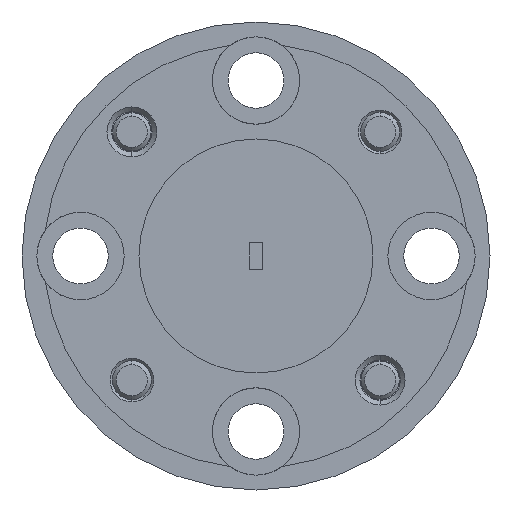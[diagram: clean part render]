
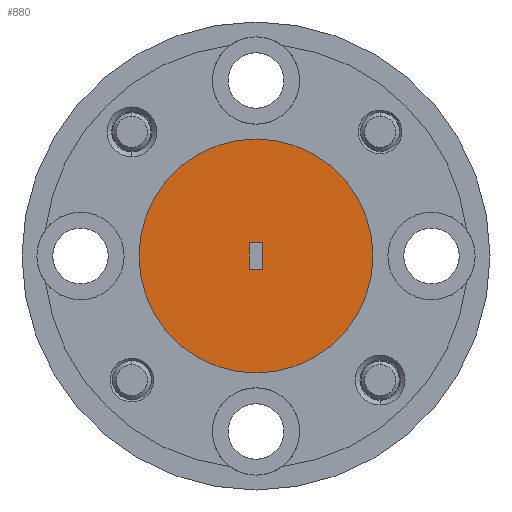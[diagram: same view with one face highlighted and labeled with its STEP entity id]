
A CAD part, left-side view. The second image highlights one B-rep face of the part: STEP entity #880.
In plain terms, the highlighted planar face has unit normal (-1, 0, 0).
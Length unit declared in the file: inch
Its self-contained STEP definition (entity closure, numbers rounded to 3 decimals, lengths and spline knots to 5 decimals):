
#7 = ORIENTED_EDGE ( 'NONE', *, *, #7076, .T. ) ;
#151 = ORIENTED_EDGE ( 'NONE', *, *, #6374, .T. ) ;
#256 = EDGE_LOOP ( 'NONE', ( #1726, #151 ) ) ;
#497 = VECTOR ( 'NONE', #5903, 39.37008 ) ;
#703 = AXIS2_PLACEMENT_3D ( 'NONE', #4909, #2071, #4355 ) ;
#880 = ADVANCED_FACE ( 'NONE', ( #2184, #7189 ), #6532, .T. ) ;
#1147 = EDGE_CURVE ( 'NONE', #6961, #3053, #1356, .T. ) ;
#1356 = LINE ( 'NONE', #6444, #497 ) ;
#1598 = AXIS2_PLACEMENT_3D ( 'NONE', #4048, #3495, #2362 ) ;
#1718 = CARTESIAN_POINT ( 'NONE',  ( 0., -0.01075, -0.0215 ) ) ;
#1726 = ORIENTED_EDGE ( 'NONE', *, *, #2808, .T. ) ;
#2071 = DIRECTION ( 'NONE',  ( -1., 0., 0. ) ) ;
#2184 = FACE_BOUND ( 'NONE', #6588, .T. ) ;
#2362 = DIRECTION ( 'NONE',  ( 0., -1., 0. ) ) ;
#2367 = CARTESIAN_POINT ( 'NONE',  ( 0., 0., 0. ) ) ;
#2379 = VERTEX_POINT ( 'NONE', #4263 ) ;
#2748 = VECTOR ( 'NONE', #7007, 39.37008 ) ;
#2808 = EDGE_CURVE ( 'NONE', #4564, #7068, #4233, .T. ) ;
#2929 = CIRCLE ( 'NONE', #1598, 0.1875 ) ;
#3053 = VERTEX_POINT ( 'NONE', #7310 ) ;
#3094 = ORIENTED_EDGE ( 'NONE', *, *, #6459, .T. ) ;
#3285 = AXIS2_PLACEMENT_3D ( 'NONE', #2367, #6584, #7142 ) ;
#3376 = CARTESIAN_POINT ( 'NONE',  ( 0., -0.1875, 0. ) ) ;
#3392 = VERTEX_POINT ( 'NONE', #6669 ) ;
#3495 = DIRECTION ( 'NONE',  ( -1., 0., 0. ) ) ;
#3507 = EDGE_CURVE ( 'NONE', #3392, #6961, #7295, .T. ) ;
#3720 = CARTESIAN_POINT ( 'NONE',  ( 0., -0.01075, -0.0215 ) ) ;
#3891 = DIRECTION ( 'NONE',  ( 0., 0., -1. ) ) ;
#4048 = CARTESIAN_POINT ( 'NONE',  ( 0., 0., 0. ) ) ;
#4133 = ORIENTED_EDGE ( 'NONE', *, *, #1147, .T. ) ;
#4205 = CARTESIAN_POINT ( 'NONE',  ( 0., 0.1875, 0. ) ) ;
#4233 = CIRCLE ( 'NONE', #3285, 0.1875 ) ;
#4263 = CARTESIAN_POINT ( 'NONE',  ( 0., -0.01075, -0.0215 ) ) ;
#4355 = DIRECTION ( 'NONE',  ( 0., -1., 0. ) ) ;
#4412 = VECTOR ( 'NONE', #4502, 39.37008 ) ;
#4502 = DIRECTION ( 'NONE',  ( 0., 0., 1. ) ) ;
#4564 = VERTEX_POINT ( 'NONE', #3376 ) ;
#4909 = CARTESIAN_POINT ( 'NONE',  ( 0., 0., 0. ) ) ;
#4938 = CARTESIAN_POINT ( 'NONE',  ( 0., 0.01075, 0.0215 ) ) ;
#5026 = VECTOR ( 'NONE', #3891, 39.37008 ) ;
#5101 = LINE ( 'NONE', #1718, #5026 ) ;
#5301 = LINE ( 'NONE', #3720, #2748 ) ;
#5357 = ORIENTED_EDGE ( 'NONE', *, *, #3507, .T. ) ;
#5903 = DIRECTION ( 'NONE',  ( 0., -1., 0. ) ) ;
#6219 = CARTESIAN_POINT ( 'NONE',  ( 0., 0.01075, -0.0215 ) ) ;
#6374 = EDGE_CURVE ( 'NONE', #7068, #4564, #2929, .T. ) ;
#6444 = CARTESIAN_POINT ( 'NONE',  ( 0., -0.01075, 0.0215 ) ) ;
#6459 = EDGE_CURVE ( 'NONE', #3053, #2379, #5101, .T. ) ;
#6532 = PLANE ( 'NONE',  #703 ) ;
#6584 = DIRECTION ( 'NONE',  ( -1., 0., 0. ) ) ;
#6588 = EDGE_LOOP ( 'NONE', ( #4133, #3094, #7, #5357 ) ) ;
#6669 = CARTESIAN_POINT ( 'NONE',  ( 0., 0.01075, -0.0215 ) ) ;
#6961 = VERTEX_POINT ( 'NONE', #4938 ) ;
#7007 = DIRECTION ( 'NONE',  ( 0., 1., 0. ) ) ;
#7068 = VERTEX_POINT ( 'NONE', #4205 ) ;
#7076 = EDGE_CURVE ( 'NONE', #2379, #3392, #5301, .T. ) ;
#7142 = DIRECTION ( 'NONE',  ( 0., -1., 0. ) ) ;
#7189 = FACE_OUTER_BOUND ( 'NONE', #256, .T. ) ;
#7295 = LINE ( 'NONE', #6219, #4412 ) ;
#7310 = CARTESIAN_POINT ( 'NONE',  ( 0., -0.01075, 0.0215 ) ) ;
